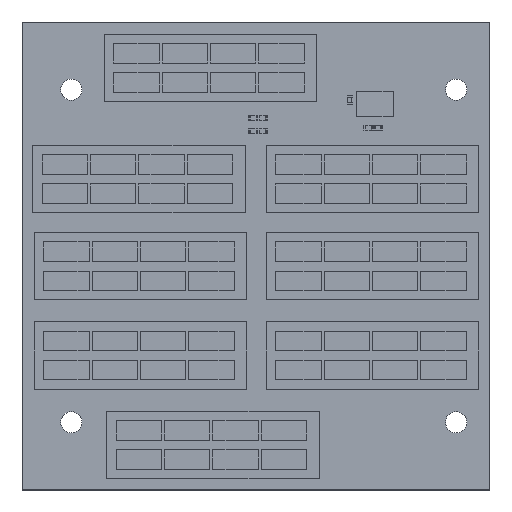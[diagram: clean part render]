
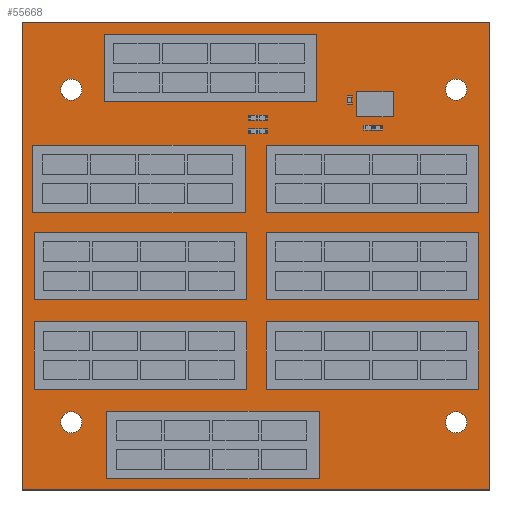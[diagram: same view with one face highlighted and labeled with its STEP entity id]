
A CAD part, top view. The second image highlights one B-rep face of the part: STEP entity #55668.
In plain terms, the highlighted planar face has unit normal (0, 0, 1).
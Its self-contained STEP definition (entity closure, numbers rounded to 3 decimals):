
#55257 = VERTEX_POINT('',#55258);
#55258 = CARTESIAN_POINT('',(138.4,-40.,1.6));
#55265 = PLANE('',#55266);
#55266 = AXIS2_PLACEMENT_3D('',#55267,#55268,#55269);
#55267 = CARTESIAN_POINT('',(138.4,-40.,0.));
#55268 = DIRECTION('',(0.,-1.,0.));
#55269 = DIRECTION('',(-1.,0.,0.));
#55277 = PLANE('',#55278);
#55278 = AXIS2_PLACEMENT_3D('',#55279,#55280,#55281);
#55279 = CARTESIAN_POINT('',(138.4,-88.4,0.));
#55280 = DIRECTION('',(-1.,0.,0.));
#55281 = DIRECTION('',(0.,1.,0.));
#55289 = EDGE_CURVE('',#55257,#55290,#55292,.T.);
#55290 = VERTEX_POINT('',#55291);
#55291 = CARTESIAN_POINT('',(90.,-40.,1.6));
#55292 = SURFACE_CURVE('',#55293,(#55297,#55304),.PCURVE_S1.);
#55293 = LINE('',#55294,#55295);
#55294 = CARTESIAN_POINT('',(138.4,-40.,1.6));
#55295 = VECTOR('',#55296,1.);
#55296 = DIRECTION('',(-1.,0.,0.));
#55297 = PCURVE('',#55265,#55298);
#55298 = DEFINITIONAL_REPRESENTATION('',(#55299),#55303);
#55299 = LINE('',#55300,#55301);
#55300 = CARTESIAN_POINT('',(0.,-1.6));
#55301 = VECTOR('',#55302,1.);
#55302 = DIRECTION('',(1.,0.));
#55303 = ( GEOMETRIC_REPRESENTATION_CONTEXT(2) 
PARAMETRIC_REPRESENTATION_CONTEXT() REPRESENTATION_CONTEXT('2D SPACE',''
  ) );
#55304 = PCURVE('',#55305,#55310);
#55305 = PLANE('',#55306);
#55306 = AXIS2_PLACEMENT_3D('',#55307,#55308,#55309);
#55307 = CARTESIAN_POINT('',(114.2,-64.2,1.6));
#55308 = DIRECTION('',(0.,0.,1.));
#55309 = DIRECTION('',(1.,0.,0.));
#55310 = DEFINITIONAL_REPRESENTATION('',(#55311),#55315);
#55311 = LINE('',#55312,#55313);
#55312 = CARTESIAN_POINT('',(24.2,24.2));
#55313 = VECTOR('',#55314,1.);
#55314 = DIRECTION('',(-1.,0.));
#55315 = ( GEOMETRIC_REPRESENTATION_CONTEXT(2) 
PARAMETRIC_REPRESENTATION_CONTEXT() REPRESENTATION_CONTEXT('2D SPACE',''
  ) );
#55333 = PLANE('',#55334);
#55334 = AXIS2_PLACEMENT_3D('',#55335,#55336,#55337);
#55335 = CARTESIAN_POINT('',(90.,-40.,0.));
#55336 = DIRECTION('',(1.,0.,0.));
#55337 = DIRECTION('',(0.,-1.,0.));
#55377 = VERTEX_POINT('',#55378);
#55378 = CARTESIAN_POINT('',(138.4,-88.4,1.6));
#55392 = PLANE('',#55393);
#55393 = AXIS2_PLACEMENT_3D('',#55394,#55395,#55396);
#55394 = CARTESIAN_POINT('',(90.,-88.4,0.));
#55395 = DIRECTION('',(0.,1.,0.));
#55396 = DIRECTION('',(1.,0.,0.));
#55404 = EDGE_CURVE('',#55377,#55257,#55405,.T.);
#55405 = SURFACE_CURVE('',#55406,(#55410,#55417),.PCURVE_S1.);
#55406 = LINE('',#55407,#55408);
#55407 = CARTESIAN_POINT('',(138.4,-88.4,1.6));
#55408 = VECTOR('',#55409,1.);
#55409 = DIRECTION('',(0.,1.,0.));
#55410 = PCURVE('',#55277,#55411);
#55411 = DEFINITIONAL_REPRESENTATION('',(#55412),#55416);
#55412 = LINE('',#55413,#55414);
#55413 = CARTESIAN_POINT('',(0.,-1.6));
#55414 = VECTOR('',#55415,1.);
#55415 = DIRECTION('',(1.,0.));
#55416 = ( GEOMETRIC_REPRESENTATION_CONTEXT(2) 
PARAMETRIC_REPRESENTATION_CONTEXT() REPRESENTATION_CONTEXT('2D SPACE',''
  ) );
#55417 = PCURVE('',#55305,#55418);
#55418 = DEFINITIONAL_REPRESENTATION('',(#55419),#55423);
#55419 = LINE('',#55420,#55421);
#55420 = CARTESIAN_POINT('',(24.2,-24.2));
#55421 = VECTOR('',#55422,1.);
#55422 = DIRECTION('',(0.,1.));
#55423 = ( GEOMETRIC_REPRESENTATION_CONTEXT(2) 
PARAMETRIC_REPRESENTATION_CONTEXT() REPRESENTATION_CONTEXT('2D SPACE',''
  ) );
#55451 = EDGE_CURVE('',#55290,#55452,#55454,.T.);
#55452 = VERTEX_POINT('',#55453);
#55453 = CARTESIAN_POINT('',(90.,-88.4,1.6));
#55454 = SURFACE_CURVE('',#55455,(#55459,#55466),.PCURVE_S1.);
#55455 = LINE('',#55456,#55457);
#55456 = CARTESIAN_POINT('',(90.,-40.,1.6));
#55457 = VECTOR('',#55458,1.);
#55458 = DIRECTION('',(0.,-1.,0.));
#55459 = PCURVE('',#55333,#55460);
#55460 = DEFINITIONAL_REPRESENTATION('',(#55461),#55465);
#55461 = LINE('',#55462,#55463);
#55462 = CARTESIAN_POINT('',(0.,-1.6));
#55463 = VECTOR('',#55464,1.);
#55464 = DIRECTION('',(1.,0.));
#55465 = ( GEOMETRIC_REPRESENTATION_CONTEXT(2) 
PARAMETRIC_REPRESENTATION_CONTEXT() REPRESENTATION_CONTEXT('2D SPACE',''
  ) );
#55466 = PCURVE('',#55305,#55467);
#55467 = DEFINITIONAL_REPRESENTATION('',(#55468),#55472);
#55468 = LINE('',#55469,#55470);
#55469 = CARTESIAN_POINT('',(-24.2,24.2));
#55470 = VECTOR('',#55471,1.);
#55471 = DIRECTION('',(0.,-1.));
#55472 = ( GEOMETRIC_REPRESENTATION_CONTEXT(2) 
PARAMETRIC_REPRESENTATION_CONTEXT() REPRESENTATION_CONTEXT('2D SPACE',''
  ) );
#55564 = CYLINDRICAL_SURFACE('',#55565,1.1);
#55565 = AXIS2_PLACEMENT_3D('',#55566,#55567,#55568);
#55566 = CARTESIAN_POINT('',(134.9,-81.4,0.));
#55567 = DIRECTION('',(0.,0.,-1.));
#55568 = DIRECTION('',(1.,0.,0.));
#55595 = CYLINDRICAL_SURFACE('',#55596,1.1);
#55596 = AXIS2_PLACEMENT_3D('',#55597,#55598,#55599);
#55597 = CARTESIAN_POINT('',(134.9,-47.,0.));
#55598 = DIRECTION('',(0.,0.,-1.));
#55599 = DIRECTION('',(1.,0.,0.));
#55626 = CYLINDRICAL_SURFACE('',#55627,1.1);
#55627 = AXIS2_PLACEMENT_3D('',#55628,#55629,#55630);
#55628 = CARTESIAN_POINT('',(95.1,-81.4,0.));
#55629 = DIRECTION('',(0.,0.,-1.));
#55630 = DIRECTION('',(1.,0.,0.));
#55657 = CYLINDRICAL_SURFACE('',#55658,1.1);
#55658 = AXIS2_PLACEMENT_3D('',#55659,#55660,#55661);
#55659 = CARTESIAN_POINT('',(95.1,-47.,0.));
#55660 = DIRECTION('',(0.,0.,-1.));
#55661 = DIRECTION('',(1.,0.,0.));
#55668 = ADVANCED_FACE('',(#55669,#55695,#55721,#55747,#55773),#55305,
  .T.);
#55669 = FACE_BOUND('',#55670,.T.);
#55670 = EDGE_LOOP('',(#55671,#55672,#55673,#55694));
#55671 = ORIENTED_EDGE('',*,*,#55289,.T.);
#55672 = ORIENTED_EDGE('',*,*,#55451,.T.);
#55673 = ORIENTED_EDGE('',*,*,#55674,.T.);
#55674 = EDGE_CURVE('',#55452,#55377,#55675,.T.);
#55675 = SURFACE_CURVE('',#55676,(#55680,#55687),.PCURVE_S1.);
#55676 = LINE('',#55677,#55678);
#55677 = CARTESIAN_POINT('',(90.,-88.4,1.6));
#55678 = VECTOR('',#55679,1.);
#55679 = DIRECTION('',(1.,0.,0.));
#55680 = PCURVE('',#55305,#55681);
#55681 = DEFINITIONAL_REPRESENTATION('',(#55682),#55686);
#55682 = LINE('',#55683,#55684);
#55683 = CARTESIAN_POINT('',(-24.2,-24.2));
#55684 = VECTOR('',#55685,1.);
#55685 = DIRECTION('',(1.,0.));
#55686 = ( GEOMETRIC_REPRESENTATION_CONTEXT(2) 
PARAMETRIC_REPRESENTATION_CONTEXT() REPRESENTATION_CONTEXT('2D SPACE',''
  ) );
#55687 = PCURVE('',#55392,#55688);
#55688 = DEFINITIONAL_REPRESENTATION('',(#55689),#55693);
#55689 = LINE('',#55690,#55691);
#55690 = CARTESIAN_POINT('',(0.,-1.6));
#55691 = VECTOR('',#55692,1.);
#55692 = DIRECTION('',(1.,0.));
#55693 = ( GEOMETRIC_REPRESENTATION_CONTEXT(2) 
PARAMETRIC_REPRESENTATION_CONTEXT() REPRESENTATION_CONTEXT('2D SPACE',''
  ) );
#55694 = ORIENTED_EDGE('',*,*,#55404,.T.);
#55695 = FACE_BOUND('',#55696,.T.);
#55696 = EDGE_LOOP('',(#55697));
#55697 = ORIENTED_EDGE('',*,*,#55698,.F.);
#55698 = EDGE_CURVE('',#55699,#55699,#55701,.T.);
#55699 = VERTEX_POINT('',#55700);
#55700 = CARTESIAN_POINT('',(96.2,-47.,1.6));
#55701 = SURFACE_CURVE('',#55702,(#55707,#55714),.PCURVE_S1.);
#55702 = CIRCLE('',#55703,1.1);
#55703 = AXIS2_PLACEMENT_3D('',#55704,#55705,#55706);
#55704 = CARTESIAN_POINT('',(95.1,-47.,1.6));
#55705 = DIRECTION('',(0.,0.,1.));
#55706 = DIRECTION('',(1.,0.,0.));
#55707 = PCURVE('',#55305,#55708);
#55708 = DEFINITIONAL_REPRESENTATION('',(#55709),#55713);
#55709 = CIRCLE('',#55710,1.1);
#55710 = AXIS2_PLACEMENT_2D('',#55711,#55712);
#55711 = CARTESIAN_POINT('',(-19.1,17.2));
#55712 = DIRECTION('',(1.,0.));
#55713 = ( GEOMETRIC_REPRESENTATION_CONTEXT(2) 
PARAMETRIC_REPRESENTATION_CONTEXT() REPRESENTATION_CONTEXT('2D SPACE',''
  ) );
#55714 = PCURVE('',#55657,#55715);
#55715 = DEFINITIONAL_REPRESENTATION('',(#55716),#55720);
#55716 = LINE('',#55717,#55718);
#55717 = CARTESIAN_POINT('',(0.,-1.6));
#55718 = VECTOR('',#55719,1.);
#55719 = DIRECTION('',(-1.,0.));
#55720 = ( GEOMETRIC_REPRESENTATION_CONTEXT(2) 
PARAMETRIC_REPRESENTATION_CONTEXT() REPRESENTATION_CONTEXT('2D SPACE',''
  ) );
#55721 = FACE_BOUND('',#55722,.T.);
#55722 = EDGE_LOOP('',(#55723));
#55723 = ORIENTED_EDGE('',*,*,#55724,.F.);
#55724 = EDGE_CURVE('',#55725,#55725,#55727,.T.);
#55725 = VERTEX_POINT('',#55726);
#55726 = CARTESIAN_POINT('',(96.2,-81.4,1.6));
#55727 = SURFACE_CURVE('',#55728,(#55733,#55740),.PCURVE_S1.);
#55728 = CIRCLE('',#55729,1.1);
#55729 = AXIS2_PLACEMENT_3D('',#55730,#55731,#55732);
#55730 = CARTESIAN_POINT('',(95.1,-81.4,1.6));
#55731 = DIRECTION('',(0.,0.,1.));
#55732 = DIRECTION('',(1.,0.,0.));
#55733 = PCURVE('',#55305,#55734);
#55734 = DEFINITIONAL_REPRESENTATION('',(#55735),#55739);
#55735 = CIRCLE('',#55736,1.1);
#55736 = AXIS2_PLACEMENT_2D('',#55737,#55738);
#55737 = CARTESIAN_POINT('',(-19.1,-17.2));
#55738 = DIRECTION('',(1.,0.));
#55739 = ( GEOMETRIC_REPRESENTATION_CONTEXT(2) 
PARAMETRIC_REPRESENTATION_CONTEXT() REPRESENTATION_CONTEXT('2D SPACE',''
  ) );
#55740 = PCURVE('',#55626,#55741);
#55741 = DEFINITIONAL_REPRESENTATION('',(#55742),#55746);
#55742 = LINE('',#55743,#55744);
#55743 = CARTESIAN_POINT('',(0.,-1.6));
#55744 = VECTOR('',#55745,1.);
#55745 = DIRECTION('',(-1.,0.));
#55746 = ( GEOMETRIC_REPRESENTATION_CONTEXT(2) 
PARAMETRIC_REPRESENTATION_CONTEXT() REPRESENTATION_CONTEXT('2D SPACE',''
  ) );
#55747 = FACE_BOUND('',#55748,.T.);
#55748 = EDGE_LOOP('',(#55749));
#55749 = ORIENTED_EDGE('',*,*,#55750,.F.);
#55750 = EDGE_CURVE('',#55751,#55751,#55753,.T.);
#55751 = VERTEX_POINT('',#55752);
#55752 = CARTESIAN_POINT('',(136.,-47.,1.6));
#55753 = SURFACE_CURVE('',#55754,(#55759,#55766),.PCURVE_S1.);
#55754 = CIRCLE('',#55755,1.1);
#55755 = AXIS2_PLACEMENT_3D('',#55756,#55757,#55758);
#55756 = CARTESIAN_POINT('',(134.9,-47.,1.6));
#55757 = DIRECTION('',(0.,0.,1.));
#55758 = DIRECTION('',(1.,0.,0.));
#55759 = PCURVE('',#55305,#55760);
#55760 = DEFINITIONAL_REPRESENTATION('',(#55761),#55765);
#55761 = CIRCLE('',#55762,1.1);
#55762 = AXIS2_PLACEMENT_2D('',#55763,#55764);
#55763 = CARTESIAN_POINT('',(20.7,17.2));
#55764 = DIRECTION('',(1.,0.));
#55765 = ( GEOMETRIC_REPRESENTATION_CONTEXT(2) 
PARAMETRIC_REPRESENTATION_CONTEXT() REPRESENTATION_CONTEXT('2D SPACE',''
  ) );
#55766 = PCURVE('',#55595,#55767);
#55767 = DEFINITIONAL_REPRESENTATION('',(#55768),#55772);
#55768 = LINE('',#55769,#55770);
#55769 = CARTESIAN_POINT('',(0.,-1.6));
#55770 = VECTOR('',#55771,1.);
#55771 = DIRECTION('',(-1.,0.));
#55772 = ( GEOMETRIC_REPRESENTATION_CONTEXT(2) 
PARAMETRIC_REPRESENTATION_CONTEXT() REPRESENTATION_CONTEXT('2D SPACE',''
  ) );
#55773 = FACE_BOUND('',#55774,.T.);
#55774 = EDGE_LOOP('',(#55775));
#55775 = ORIENTED_EDGE('',*,*,#55776,.F.);
#55776 = EDGE_CURVE('',#55777,#55777,#55779,.T.);
#55777 = VERTEX_POINT('',#55778);
#55778 = CARTESIAN_POINT('',(136.,-81.4,1.6));
#55779 = SURFACE_CURVE('',#55780,(#55785,#55792),.PCURVE_S1.);
#55780 = CIRCLE('',#55781,1.1);
#55781 = AXIS2_PLACEMENT_3D('',#55782,#55783,#55784);
#55782 = CARTESIAN_POINT('',(134.9,-81.4,1.6));
#55783 = DIRECTION('',(0.,0.,1.));
#55784 = DIRECTION('',(1.,0.,0.));
#55785 = PCURVE('',#55305,#55786);
#55786 = DEFINITIONAL_REPRESENTATION('',(#55787),#55791);
#55787 = CIRCLE('',#55788,1.1);
#55788 = AXIS2_PLACEMENT_2D('',#55789,#55790);
#55789 = CARTESIAN_POINT('',(20.7,-17.2));
#55790 = DIRECTION('',(1.,0.));
#55791 = ( GEOMETRIC_REPRESENTATION_CONTEXT(2) 
PARAMETRIC_REPRESENTATION_CONTEXT() REPRESENTATION_CONTEXT('2D SPACE',''
  ) );
#55792 = PCURVE('',#55564,#55793);
#55793 = DEFINITIONAL_REPRESENTATION('',(#55794),#55798);
#55794 = LINE('',#55795,#55796);
#55795 = CARTESIAN_POINT('',(0.,-1.6));
#55796 = VECTOR('',#55797,1.);
#55797 = DIRECTION('',(-1.,0.));
#55798 = ( GEOMETRIC_REPRESENTATION_CONTEXT(2) 
PARAMETRIC_REPRESENTATION_CONTEXT() REPRESENTATION_CONTEXT('2D SPACE',''
  ) );
